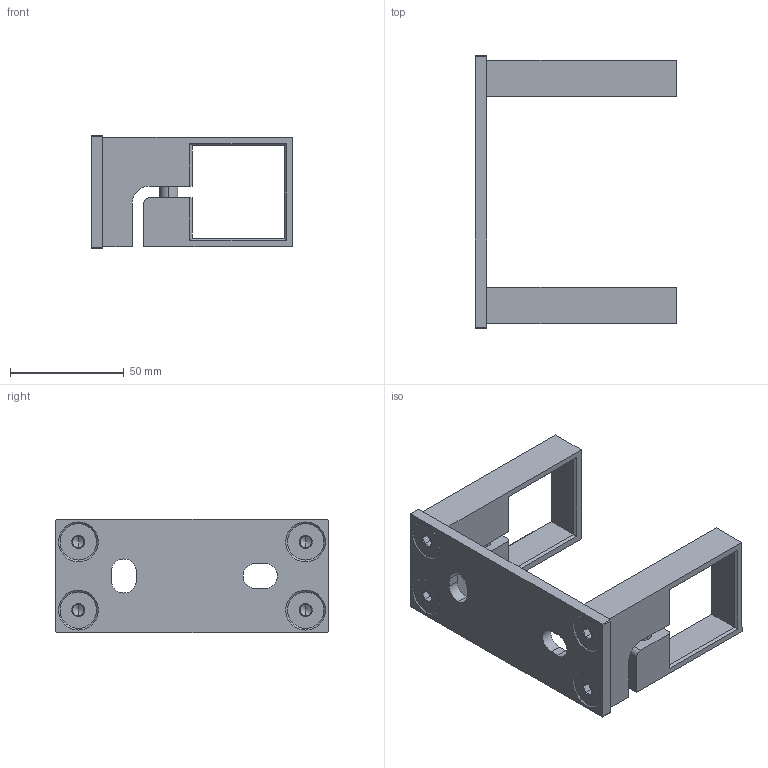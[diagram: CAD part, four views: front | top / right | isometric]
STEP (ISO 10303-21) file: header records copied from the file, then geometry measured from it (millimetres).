
FILE_DESCRIPTION (( 'STEP AP203' ), '1' );
FILE_NAME ('A6_40-120x50.STEP', '2019-10-21T09:01:53', ( '' ), ( '' ), 'SwSTEP 2.0', 'SolidWorks 2019', '' );
FILE_SCHEMA (( 'CONFIG_CONTROL_DESIGN' ));
Length unit declared in the file: millimetre
Products named in the file (7): A-3507-040_skupina; DIN 912_M8x30_A2-70; DIN 7991_M8x16_A2-70; A_3507_040_Vìchoz¡; A6_40-120x50; A6_40-120x50.P1
Assembly tree (11 placements, depth 3):
  A6_40-120x50
    A6_40-120x50.P1
    A-3507-040_skupina
      A_3507_040_Vìchoz¡
      DIN 912_M8x30_A2-70
    A-3507-040_skupina
      A_3507_040_Vìchoz¡
      DIN 912_M8x30_A2-70
    DIN 7991_M8x16_A2-70  x4
Bounding box: 88.5 x 120 x 50 mm (x, y, z)
Volume: 90420.2 mm3; surface area: 48523.1 mm2
Topology: 9 solids, 9 shells, 361 faces, 805 edges, 460 vertices
Faces by surface type: plane 178, cone 100, cylinder 75, torus 8
Entity records: 5656 total; most frequent: CARTESIAN_POINT 919, DIRECTION 863, ORIENTED_EDGE 758, EDGE_CURVE 379, AXIS2_PLACEMENT_3D 314, VECTOR 235, LINE 235, VERTEX_POINT 228
